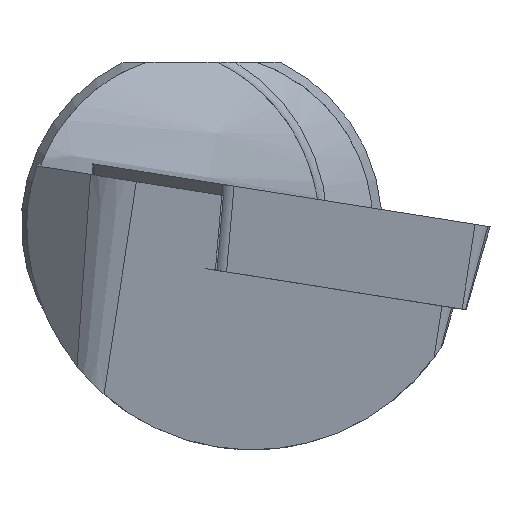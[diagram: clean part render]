
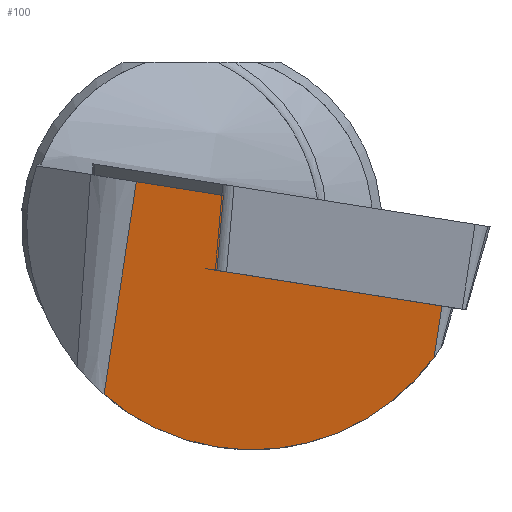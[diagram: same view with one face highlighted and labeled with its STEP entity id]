
A CAD part, left-side view. The second image highlights one B-rep face of the part: STEP entity #100.
In plain terms, the highlighted planar face has unit normal (-0.991, 0.07, -0.112).
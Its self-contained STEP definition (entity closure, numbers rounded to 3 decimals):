
#100=ADVANCED_FACE('',(#157),#140,.T.);
#140=PLANE('',#748);
#157=FACE_OUTER_BOUND('',#196,.T.);
#196=EDGE_LOOP('',(#278,#279,#280,#281,#282,#283));
#264=ELLIPSE('',#747,6.305,6.25);
#278=ORIENTED_EDGE('',*,*,#555,.F.);
#279=ORIENTED_EDGE('',*,*,#556,.F.);
#280=ORIENTED_EDGE('',*,*,#557,.T.);
#281=ORIENTED_EDGE('',*,*,#558,.T.);
#282=ORIENTED_EDGE('',*,*,#559,.F.);
#283=ORIENTED_EDGE('',*,*,#560,.F.);
#486=VERTEX_POINT('',#1021);
#487=VERTEX_POINT('',#1022);
#488=VERTEX_POINT('',#1024);
#489=VERTEX_POINT('',#1026);
#490=VERTEX_POINT('',#1028);
#491=VERTEX_POINT('',#1030);
#555=EDGE_CURVE('',#486,#487,#657,.T.);
#556=EDGE_CURVE('',#488,#486,#658,.T.);
#557=EDGE_CURVE('',#488,#489,#659,.T.);
#558=EDGE_CURVE('',#489,#490,#264,.T.);
#559=EDGE_CURVE('',#491,#490,#660,.T.);
#560=EDGE_CURVE('',#487,#491,#661,.T.);
#657=LINE('',#1020,#702);
#658=LINE('',#1023,#703);
#659=LINE('',#1025,#704);
#660=LINE('',#1029,#705);
#661=LINE('',#1031,#706);
#702=VECTOR('',#825,1.);
#703=VECTOR('',#826,1.);
#704=VECTOR('',#827,1.);
#705=VECTOR('',#830,1.);
#706=VECTOR('',#831,1.);
#747=AXIS2_PLACEMENT_3D('',#1027,#828,#829);
#748=AXIS2_PLACEMENT_3D('',#1032,#832,#833);
#825=DIRECTION('',(0.118,0.086,-0.989));
#826=DIRECTION('',(-0.052,-0.986,-0.156));
#827=DIRECTION('',(0.122,0.149,-0.981));
#828=DIRECTION('',(-0.991,0.07,-0.112));
#829=DIRECTION('',(0.132,0.523,-0.842));
#830=DIRECTION('',(0.122,0.149,-0.981));
#831=DIRECTION('',(-0.052,-0.986,-0.156));
#832=DIRECTION('',(-0.991,0.07,-0.112));
#833=DIRECTION('',(-0.113,0.,0.994));
#1020=CARTESIAN_POINT('',(0.113,-0.596,0.698));
#1021=CARTESIAN_POINT('',(0.1,-0.606,0.805));
#1022=CARTESIAN_POINT('',(0.348,-0.424,-1.273));
#1023=CARTESIAN_POINT('',(-0.234,-6.976,-0.204));
#1024=CARTESIAN_POINT('',(0.227,1.81,1.187));
#1025=CARTESIAN_POINT('',(0.19,1.765,1.484));
#1026=CARTESIAN_POINT('',(0.958,2.706,-4.712));
#1027=CARTESIAN_POINT('',(0.135,-1.4,0.));
#1028=CARTESIAN_POINT('',(0.198,-6.447,-3.687));
#1029=CARTESIAN_POINT('',(-0.271,-7.021,0.092));
#1030=CARTESIAN_POINT('',(0.021,-6.663,-2.261));
#1031=CARTESIAN_POINT('',(0.021,-6.663,-2.261));
#1032=CARTESIAN_POINT('',(-0.271,-7.021,0.092));
